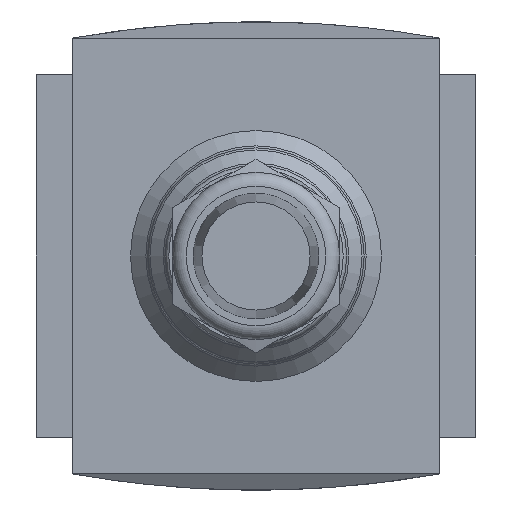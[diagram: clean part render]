
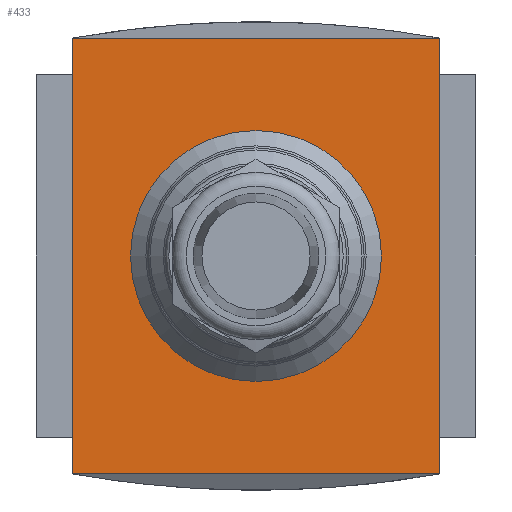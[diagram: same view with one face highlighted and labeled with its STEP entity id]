
A CAD part, front view. The second image highlights one B-rep face of the part: STEP entity #433.
In plain terms, the highlighted planar face has unit normal (0, -1, 0).
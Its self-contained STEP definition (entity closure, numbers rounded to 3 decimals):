
#433 = ADVANCED_FACE( '', ( #1097, #1098 ), #1099, .F. );
#1097 = FACE_BOUND( '', #2000, .T. );
#1098 = FACE_OUTER_BOUND( '', #2001, .T. );
#1099 = PLANE( '', #2002 );
#2000 = EDGE_LOOP( '', ( #4090 ) );
#2001 = EDGE_LOOP( '', ( #4091, #4092, #4093, #4094 ) );
#2002 = AXIS2_PLACEMENT_3D( '', #4095, #4096, #4097 );
#4090 = ORIENTED_EDGE( '', *, *, #5483, .F. );
#4091 = ORIENTED_EDGE( '', *, *, #5954, .F. );
#4092 = ORIENTED_EDGE( '', *, *, #5950, .T. );
#4093 = ORIENTED_EDGE( '', *, *, #5955, .F. );
#4094 = ORIENTED_EDGE( '', *, *, #5952, .T. );
#4095 = CARTESIAN_POINT( '', ( 0., -37.5, 116.435 ) );
#4096 = DIRECTION( '', ( 0., 1., 0. ) );
#4097 = DIRECTION( '', ( 0., 0., 1. ) );
#5483 = EDGE_CURVE( '', #6457, #6457, #6458, .F. );
#5950 = EDGE_CURVE( '', #7239, #7240, #7241, .T. );
#5952 = EDGE_CURVE( '', #7243, #7244, #7245, .T. );
#5954 = EDGE_CURVE( '', #7239, #7244, #7247, .T. );
#5955 = EDGE_CURVE( '', #7243, #7240, #7248, .T. );
#6457 = VERTEX_POINT( '', #8041 );
#6458 = CIRCLE( '', #8042, 18. );
#7239 = VERTEX_POINT( '', #9205 );
#7240 = VERTEX_POINT( '', #9206 );
#7241 = LINE( '', #9207, #9208 );
#7243 = VERTEX_POINT( '', #9210 );
#7244 = VERTEX_POINT( '', #9211 );
#7245 = LINE( '', #9212, #9213 );
#7247 = LINE( '', #9215, #9216 );
#7248 = LINE( '', #9217, #9218 );
#8041 = CARTESIAN_POINT( '', ( 0., -37.5, 18. ) );
#8042 = AXIS2_PLACEMENT_3D( '', #10193, #10194, #10195 );
#9205 = CARTESIAN_POINT( '', ( -26.25, -37.5, -31.25 ) );
#9206 = CARTESIAN_POINT( '', ( 26.25, -37.5, -31.25 ) );
#9207 = CARTESIAN_POINT( '', ( 0., -37.5, -31.25 ) );
#9208 = VECTOR( '', #10830, 1000. );
#9210 = CARTESIAN_POINT( '', ( 26.25, -37.5, 31.25 ) );
#9211 = CARTESIAN_POINT( '', ( -26.25, -37.5, 31.25 ) );
#9212 = CARTESIAN_POINT( '', ( 0., -37.5, 31.25 ) );
#9213 = VECTOR( '', #10834, 1000. );
#9215 = CARTESIAN_POINT( '', ( -26.25, -37.5, -31.25 ) );
#9216 = VECTOR( '', #10838, 1000. );
#9217 = CARTESIAN_POINT( '', ( 26.25, -37.5, 31.25 ) );
#9218 = VECTOR( '', #10839, 1000. );
#10193 = CARTESIAN_POINT( '', ( 0., -37.5, 0. ) );
#10194 = DIRECTION( '', ( 0., 1., 0. ) );
#10195 = DIRECTION( '', ( 0., 0., 1. ) );
#10830 = DIRECTION( '', ( 1., 0., 0. ) );
#10834 = DIRECTION( '', ( -1., 0., 0. ) );
#10838 = DIRECTION( '', ( 0., 0., 1. ) );
#10839 = DIRECTION( '', ( 0., 0., -1. ) );
